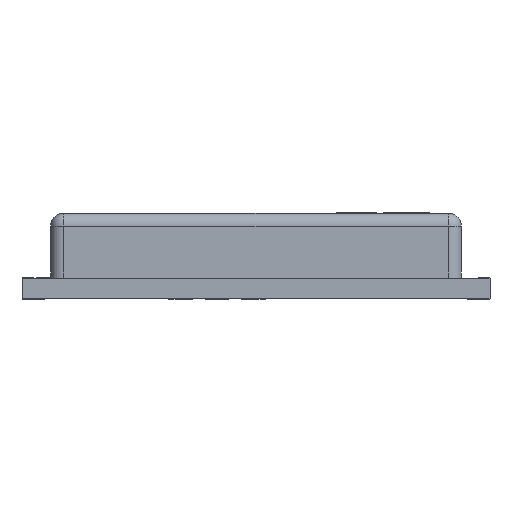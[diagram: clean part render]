
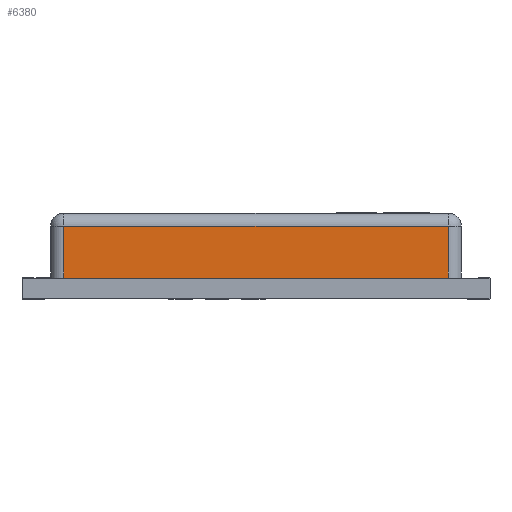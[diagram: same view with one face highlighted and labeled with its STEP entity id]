
A CAD part, front view. The second image highlights one B-rep face of the part: STEP entity #6380.
In plain terms, the highlighted planar face has unit normal (0, -1, 0).
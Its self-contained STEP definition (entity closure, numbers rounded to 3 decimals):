
#1521 = PLANE ( 'NONE',  #19371 ) ;
#1699 = CARTESIAN_POINT ( 'NONE',  ( 7.9, -14.7, 36.174 ) ) ;
#1722 = VECTOR ( 'NONE', #7638, 1000. ) ;
#1828 = CARTESIAN_POINT ( 'NONE',  ( -7.4, -14.7, 0.8 ) ) ;
#1860 = LINE ( 'NONE', #9790, #1722 ) ;
#2646 = ORIENTED_EDGE ( 'NONE', *, *, #26112, .T. ) ;
#3515 = DIRECTION ( 'NONE',  ( 0., 0., -1. ) ) ;
#4064 = ORIENTED_EDGE ( 'NONE', *, *, #33752, .T. ) ;
#6380 = ADVANCED_FACE ( 'NONE', ( #10351 ), #1521, .F. ) ;
#6441 = CARTESIAN_POINT ( 'NONE',  ( 7.4, -14.7, 0.8 ) ) ;
#7500 = EDGE_CURVE ( 'NONE', #35462, #28281, #1860, .T. ) ;
#7638 = DIRECTION ( 'NONE',  ( -1., 0., 0. ) ) ;
#9790 = CARTESIAN_POINT ( 'NONE',  ( -7.9, -14.7, 2.8 ) ) ;
#10351 = FACE_OUTER_BOUND ( 'NONE', #28993, .T. ) ;
#10387 = VECTOR ( 'NONE', #30388, 1000. ) ;
#12177 = VECTOR ( 'NONE', #34722, 1000. ) ;
#12884 = ORIENTED_EDGE ( 'NONE', *, *, #34113, .T. ) ;
#14022 = CARTESIAN_POINT ( 'NONE',  ( 7.4, -14.7, 2.8 ) ) ;
#16545 = VERTEX_POINT ( 'NONE', #6441 ) ;
#18418 = DIRECTION ( 'NONE',  ( -1., 0., 0. ) ) ;
#19351 = LINE ( 'NONE', #30707, #34303 ) ;
#19371 = AXIS2_PLACEMENT_3D ( 'NONE', #1699, #20791, #18418 ) ;
#19405 = CARTESIAN_POINT ( 'NONE',  ( 7.4, -14.7, 36.174 ) ) ;
#20791 = DIRECTION ( 'NONE',  ( 0., 1., 0. ) ) ;
#25475 = VERTEX_POINT ( 'NONE', #1828 ) ;
#26112 = EDGE_CURVE ( 'NONE', #28281, #25475, #19351, .T. ) ;
#26971 = CARTESIAN_POINT ( 'NONE',  ( -7.4, -14.7, 2.8 ) ) ;
#28281 = VERTEX_POINT ( 'NONE', #26971 ) ;
#28832 = LINE ( 'NONE', #31710, #12177 ) ;
#28993 = EDGE_LOOP ( 'NONE', ( #4064, #12884, #29365, #2646 ) ) ;
#29365 = ORIENTED_EDGE ( 'NONE', *, *, #7500, .T. ) ;
#30388 = DIRECTION ( 'NONE',  ( 0., 0., 1. ) ) ;
#30573 = LINE ( 'NONE', #19405, #10387 ) ;
#30707 = CARTESIAN_POINT ( 'NONE',  ( -7.4, -14.7, 36.174 ) ) ;
#31710 = CARTESIAN_POINT ( 'NONE',  ( 7.9, -14.7, 0.8 ) ) ;
#33752 = EDGE_CURVE ( 'NONE', #25475, #16545, #28832, .T. ) ;
#34113 = EDGE_CURVE ( 'NONE', #16545, #35462, #30573, .T. ) ;
#34303 = VECTOR ( 'NONE', #3515, 1000. ) ;
#34722 = DIRECTION ( 'NONE',  ( 1., 0., 0. ) ) ;
#35462 = VERTEX_POINT ( 'NONE', #14022 ) ;
